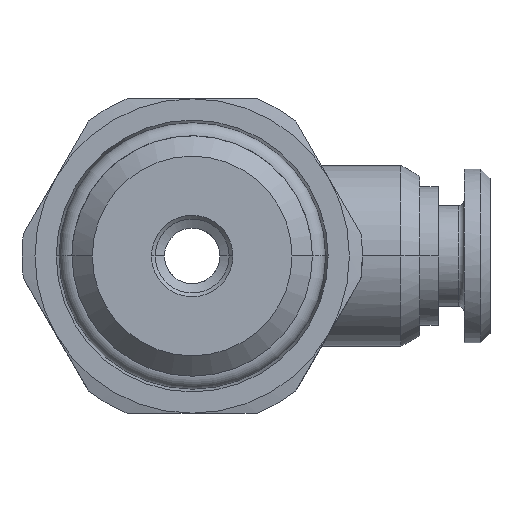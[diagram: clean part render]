
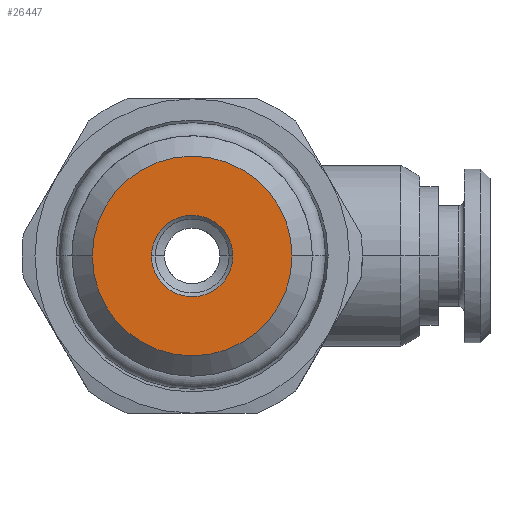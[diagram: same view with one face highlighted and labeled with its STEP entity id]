
A CAD part, left-side view. The second image highlights one B-rep face of the part: STEP entity #26447.
In plain terms, the highlighted planar face has unit normal (-1, 0, 0).
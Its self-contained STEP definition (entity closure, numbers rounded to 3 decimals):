
#26339=CARTESIAN_POINT('Vertex',(-20.4,-5.4,0.)) ;
#26346=CARTESIAN_POINT('Vertex',(-20.4,5.4,0.)) ;
#26349=CARTESIAN_POINT('Axis2P3D Location',(-20.4,0.,0.)) ;
#26366=CARTESIAN_POINT('Axis2P3D Location',(-20.4,0.,0.)) ;
#26378=CARTESIAN_POINT('Axis2P3D Location',(-20.4,0.,0.)) ;
#26388=CARTESIAN_POINT('Control Point',(-20.4,2.2,0.)) ;
#26389=CARTESIAN_POINT('Control Point',(-20.4,2.2,-0.218)) ;
#26390=CARTESIAN_POINT('Control Point',(-20.4,2.173,-0.436)) ;
#26391=CARTESIAN_POINT('Control Point',(-20.4,2.119,-0.65)) ;
#26392=CARTESIAN_POINT('Control Point',(-20.4,1.959,-1.059)) ;
#26393=CARTESIAN_POINT('Control Point',(-20.4,1.704,-1.417)) ;
#26394=CARTESIAN_POINT('Control Point',(-20.4,1.555,-1.579)) ;
#26395=CARTESIAN_POINT('Control Point',(-20.4,1.22,-1.863)) ;
#26396=CARTESIAN_POINT('Control Point',(-20.4,0.826,-2.057)) ;
#26397=CARTESIAN_POINT('Control Point',(-20.4,0.618,-2.128)) ;
#26398=CARTESIAN_POINT('Control Point',(-20.4,0.188,-2.219)) ;
#26399=CARTESIAN_POINT('Control Point',(-20.4,-0.251,-2.202)) ;
#26400=CARTESIAN_POINT('Control Point',(-20.4,-0.468,-2.166)) ;
#26401=CARTESIAN_POINT('Control Point',(-20.4,-0.89,-2.042)) ;
#26402=CARTESIAN_POINT('Control Point',(-20.4,-1.268,-1.818)) ;
#26403=CARTESIAN_POINT('Control Point',(-20.4,-1.442,-1.683)) ;
#26404=CARTESIAN_POINT('Control Point',(-20.4,-1.753,-1.373)) ;
#26405=CARTESIAN_POINT('Control Point',(-20.4,-1.98,-0.997)) ;
#26406=CARTESIAN_POINT('Control Point',(-20.4,-2.069,-0.795)) ;
#26407=CARTESIAN_POINT('Control Point',(-20.4,-2.154,-0.513)) ;
#26408=CARTESIAN_POINT('Control Point',(-20.4,-2.191,-0.223)) ;
#26409=CARTESIAN_POINT('Control Point',(-20.4,-2.197,-0.149)) ;
#26410=CARTESIAN_POINT('Control Point',(-20.4,-2.2,-0.074)) ;
#26411=CARTESIAN_POINT('Control Point',(-20.4,-2.2,0.)) ;
#26412=CARTESIAN_POINT('Vertex',(-20.4,2.2,0.)) ;
#26414=CARTESIAN_POINT('Vertex',(-20.4,-2.2,0.)) ;
#26418=CARTESIAN_POINT('Control Point',(-20.4,-2.2,0.)) ;
#26419=CARTESIAN_POINT('Control Point',(-20.4,-2.2,0.218)) ;
#26420=CARTESIAN_POINT('Control Point',(-20.4,-2.173,0.436)) ;
#26421=CARTESIAN_POINT('Control Point',(-20.4,-2.119,0.65)) ;
#26422=CARTESIAN_POINT('Control Point',(-20.4,-1.959,1.059)) ;
#26423=CARTESIAN_POINT('Control Point',(-20.4,-1.704,1.417)) ;
#26424=CARTESIAN_POINT('Control Point',(-20.4,-1.555,1.579)) ;
#26425=CARTESIAN_POINT('Control Point',(-20.4,-1.22,1.863)) ;
#26426=CARTESIAN_POINT('Control Point',(-20.4,-0.826,2.057)) ;
#26427=CARTESIAN_POINT('Control Point',(-20.4,-0.618,2.128)) ;
#26428=CARTESIAN_POINT('Control Point',(-20.4,-0.188,2.219)) ;
#26429=CARTESIAN_POINT('Control Point',(-20.4,0.251,2.202)) ;
#26430=CARTESIAN_POINT('Control Point',(-20.4,0.468,2.166)) ;
#26431=CARTESIAN_POINT('Control Point',(-20.4,0.89,2.042)) ;
#26432=CARTESIAN_POINT('Control Point',(-20.4,1.268,1.818)) ;
#26433=CARTESIAN_POINT('Control Point',(-20.4,1.442,1.683)) ;
#26434=CARTESIAN_POINT('Control Point',(-20.4,1.753,1.373)) ;
#26435=CARTESIAN_POINT('Control Point',(-20.4,1.98,0.997)) ;
#26436=CARTESIAN_POINT('Control Point',(-20.4,2.069,0.795)) ;
#26437=CARTESIAN_POINT('Control Point',(-20.4,2.154,0.513)) ;
#26438=CARTESIAN_POINT('Control Point',(-20.4,2.191,0.223)) ;
#26439=CARTESIAN_POINT('Control Point',(-20.4,2.197,0.149)) ;
#26440=CARTESIAN_POINT('Control Point',(-20.4,2.2,0.074)) ;
#26441=CARTESIAN_POINT('Control Point',(-20.4,2.2,0.)) ;
#26350=DIRECTION('Axis2P3D Direction',(1.,0.,0.)) ;
#26367=DIRECTION('Axis2P3D Direction',(1.,0.,0.)) ;
#26379=DIRECTION('Axis2P3D Direction',(1.,0.,-0.)) ;
#26380=DIRECTION('Axis2P3D XDirection',(0.,0.,1.)) ;
#26351=AXIS2_PLACEMENT_3D('Circle Axis2P3D',#26349,#26350,$) ;
#26368=AXIS2_PLACEMENT_3D('Circle Axis2P3D',#26366,#26367,$) ;
#26381=AXIS2_PLACEMENT_3D('Plane Axis2P3D',#26378,#26379,#26380) ;
#26384=ORIENTED_EDGE('',*,*,#26370,.F.) ;
#26385=ORIENTED_EDGE('',*,*,#26353,.F.) ;
#26444=ORIENTED_EDGE('',*,*,#26416,.F.) ;
#26445=ORIENTED_EDGE('',*,*,#26442,.F.) ;
#26446=FACE_BOUND('',#26443,.T.) ;
#26447=ADVANCED_FACE('PR427B-04G14',(#26386,#26446),#26382,.F.) ;
#26387=B_SPLINE_CURVE_WITH_KNOTS('',5,(#26388,#26389,#26390,#26391,#26392,#26393,#26394,#26395,#26396,#26397,#26398,#26399,#26400,#26401,#26402,#26403,#26404,#26405,#26406,#26407,#26408,#26409,#26410,#26411),.UNSPECIFIED.,.F.,.U.,(6,3,3,3,3,3,3,6),(0.,1.541,3.083,4.624,6.166,7.707,9.248,9.774),.UNSPECIFIED.) ;
#26417=B_SPLINE_CURVE_WITH_KNOTS('',5,(#26418,#26419,#26420,#26421,#26422,#26423,#26424,#26425,#26426,#26427,#26428,#26429,#26430,#26431,#26432,#26433,#26434,#26435,#26436,#26437,#26438,#26439,#26440,#26441),.UNSPECIFIED.,.F.,.U.,(6,3,3,3,3,3,3,6),(0.,1.541,3.083,4.624,6.166,7.707,9.248,9.774),.UNSPECIFIED.) ;
#26352=CIRCLE('generated circle',#26351,5.4) ;
#26369=CIRCLE('generated circle',#26368,5.4) ;
#26353=EDGE_CURVE('',#26347,#26340,#26352,.T.) ;
#26370=EDGE_CURVE('',#26340,#26347,#26369,.T.) ;
#26416=EDGE_CURVE('',#26413,#26415,#26387,.T.) ;
#26442=EDGE_CURVE('',#26415,#26413,#26417,.T.) ;
#26383=EDGE_LOOP('',(#26384,#26385)) ;
#26443=EDGE_LOOP('',(#26444,#26445)) ;
#26386=FACE_OUTER_BOUND('',#26383,.T.) ;
#26382=PLANE('',#26381) ;
#26340=VERTEX_POINT('',#26339) ;
#26347=VERTEX_POINT('',#26346) ;
#26413=VERTEX_POINT('',#26412) ;
#26415=VERTEX_POINT('',#26414) ;
